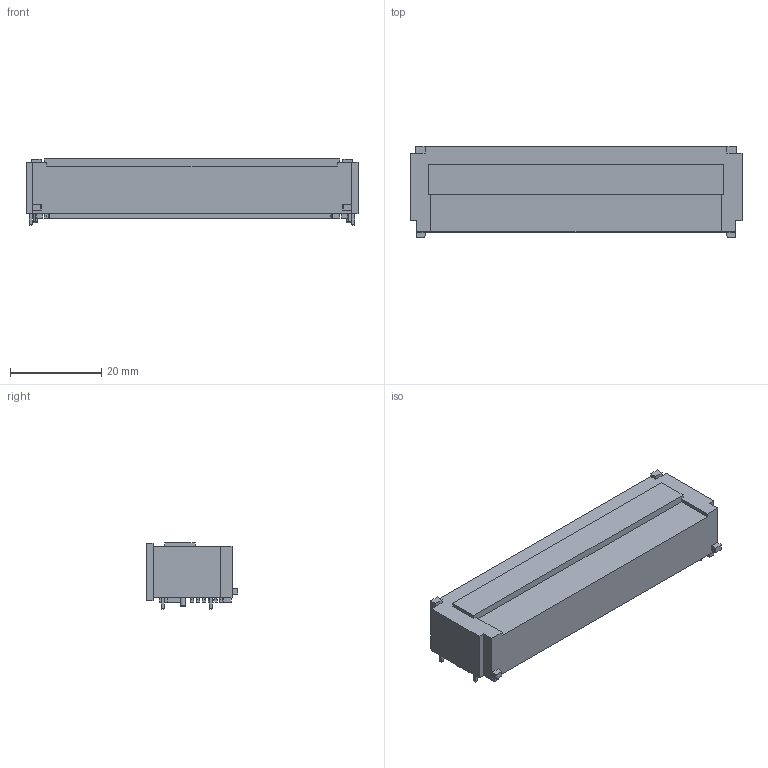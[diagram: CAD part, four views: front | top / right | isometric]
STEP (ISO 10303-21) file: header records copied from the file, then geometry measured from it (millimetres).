
FILE_DESCRIPTION((''),'2;1');
FILE_NAME('SAMTEC_SEAF-50-01-L-08-2-RA-TR.stp','2014-12-16T09:18:45',(''),(''),'Mechanical Desktop 2011','Mechanical Desktop 2011',', , ');
FILE_SCHEMA(('AUTOMOTIVE_DESIGN { 1 2 10303 214 1 1 1 1 }'));
Length unit declared in the file: millimetre
Products named in the file (1): Product
Bounding box: 72.9 x 20.12 x 14.5 mm (x, y, z)
Volume: 13794.5 mm3; surface area: 8072 mm2
Topology: 76 solids, 76 shells, 1215 faces, 3168 edges, 2104 vertices
Faces by surface type: plane 754, cylinder 304, bspline 155, torus 2
Entity records: 37451 total; most frequent: CARTESIAN_POINT 7406, ORIENTED_EDGE 6312, DIRECTION 5913, EDGE_CURVE 3156, VECTOR 2539, LINE 2539, VERTEX_POINT 2080, AXIS2_PLACEMENT_3D 1687
